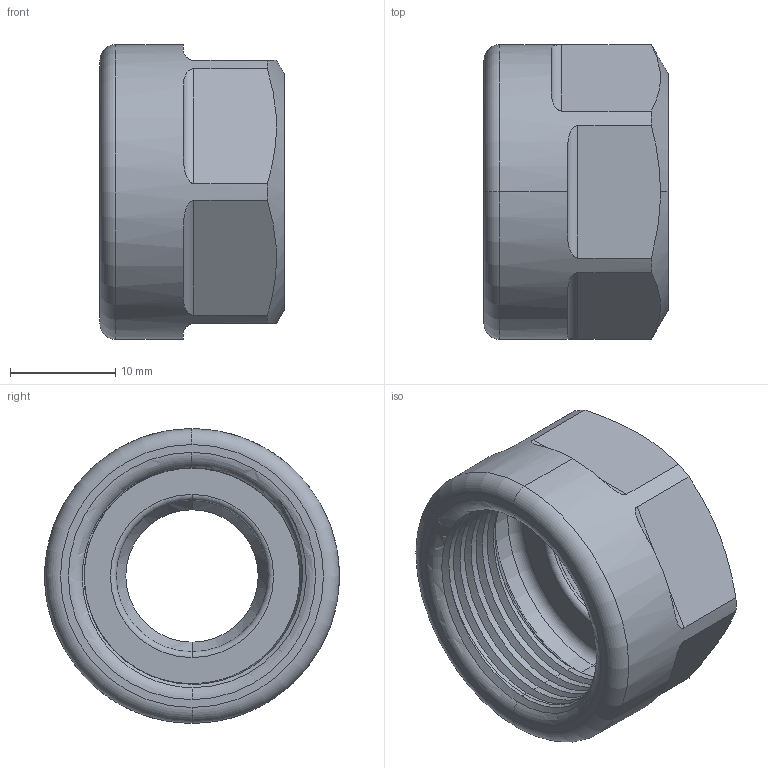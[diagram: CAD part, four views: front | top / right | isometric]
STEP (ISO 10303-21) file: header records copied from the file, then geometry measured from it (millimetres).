
FILE_DESCRIPTION (( 'STEP AP203' ), '1' );
FILE_NAME ('110.02.10.6.STEP', '2017-10-18T09:05:15', ( '' ), ( '' ), 'SwSTEP 2.0', 'SolidWorks 2012', '' );
FILE_SCHEMA (( 'CONFIG_CONTROL_DESIGN' ));
Length unit declared in the file: millimetre
Products named in the file (1): 110.02.10.6
Bounding box: 17.5 x 28 x 28 mm (x, y, z)
Volume: 4605.3 mm3; surface area: 3769.9 mm2
Topology: 1 solids, 1 shells, 60 faces, 154 edges, 98 vertices
Faces by surface type: cylinder 22, plane 16, torus 13, cone 7, bspline 2
Entity records: 2904 total; most frequent: CARTESIAN_POINT 1436, ORIENTED_EDGE 308, DIRECTION 282, EDGE_CURVE 154, AXIS2_PLACEMENT_3D 118, VERTEX_POINT 98, EDGE_LOOP 64, ADVANCED_FACE 60
